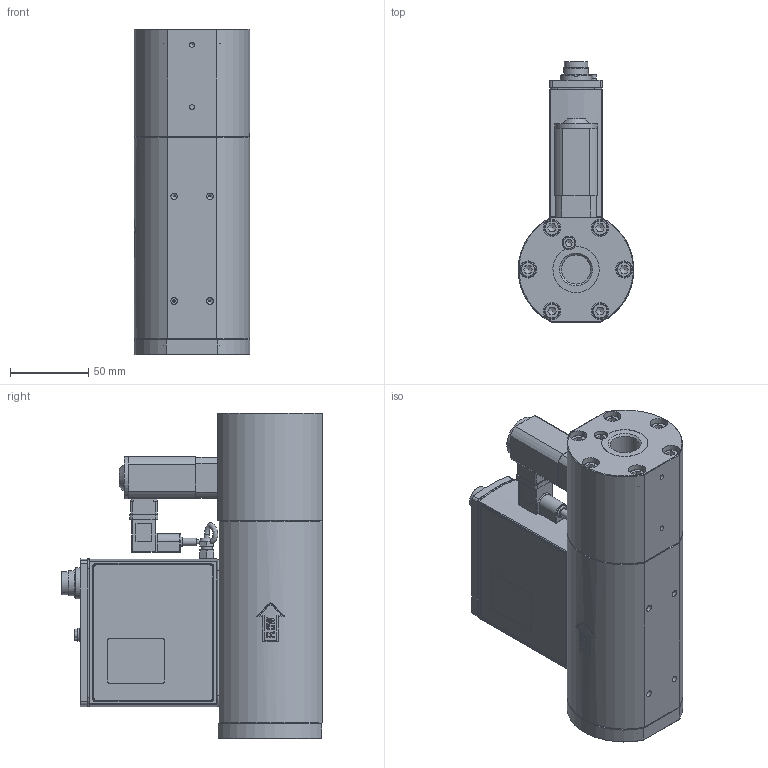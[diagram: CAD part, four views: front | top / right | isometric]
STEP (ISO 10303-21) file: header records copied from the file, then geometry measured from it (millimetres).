
FILE_DESCRIPTION(/* description */ (''),/* implementation_level */ '2;1');
FILE_NAME(/* name */ 'D-6471A-Ann-00-003AI.stp',/* time_stamp */ '2023-02-20T08:35:06+01:00',/* author */ ('M-Huiskes'),/* organization */ (''),/* preprocessor_version */ 'ST-DEVELOPER v18.1',/* originating_system */ 'Autodesk Inventor 2021',/* authorisation */ '');
FILE_SCHEMA (('AUTOMOTIVE_DESIGN { 1 0 10303 214 3 1 1 }'));
Length unit declared in the file: millimetre
Products named in the file (1): Part3
Bounding box: 73.94 x 166.7 x 208.5 mm (x, y, z)
Volume: 1182385.8 mm3; surface area: 109395 mm2
Topology: 1 solids, 28 shells, 789 faces, 1874 edges, 1203 vertices
Faces by surface type: plane 385, cylinder 228, bspline 84, cone 47, torus 31, sphere 14
Full cylindrical faces by diameter (mm): 1 x8, 2.013 x2, 2.459 x5, 2.5 x1, 2.88 x2, 3 x6, 3.242 x2, 3.4 x4, 3.5 x2, 3.75 x2, 4 x2, 4.134 x4, 5 x1, 5.4 x1, 5.5 x3, 6 x9, 6.2 x1, 6.5 x6, 6.7 x1, 7 x1, 8.3 x1, 8.5 x1, 8.8 x1, 10 x12, 11 x12, 14.5 x1, 15 x1, 16 x2, 18 x1, 18.1 x1
Entity records: 25587 total; most frequent: CARTESIAN_POINT 6922, ORIENTED_EDGE 3676, DIRECTION 3602, EDGE_CURVE 1838, AXIS2_PLACEMENT_3D 1352, VERTEX_POINT 1203, EDGE_LOOP 919, LINE 898
